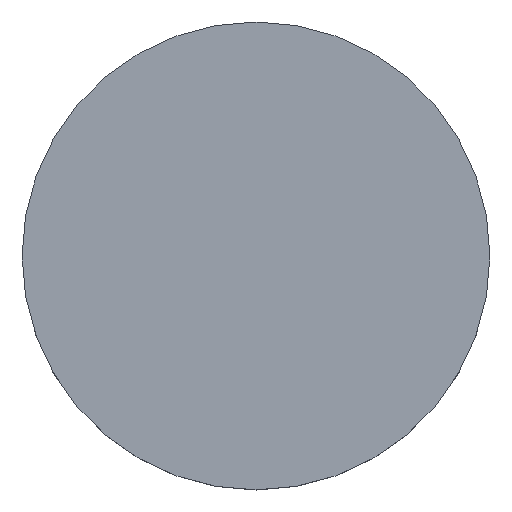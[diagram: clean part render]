
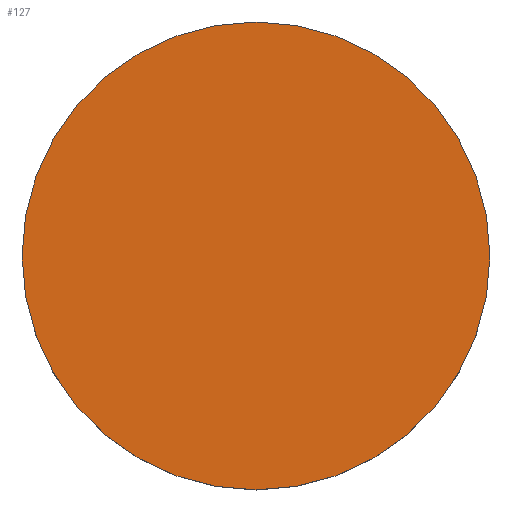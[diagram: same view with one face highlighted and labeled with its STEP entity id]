
A CAD part, top view. The second image highlights one B-rep face of the part: STEP entity #127.
In plain terms, the highlighted planar face has unit normal (0, 0, 1).
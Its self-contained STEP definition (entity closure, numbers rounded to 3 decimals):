
#9 = AXIS2_PLACEMENT_3D ( 'NONE', #187, #57, #75 ) ;
#33 = CARTESIAN_POINT ( 'NONE',  ( 0., 26.112, 4. ) ) ;
#44 = AXIS2_PLACEMENT_3D ( 'NONE', #33, #128, #70 ) ;
#47 = EDGE_CURVE ( 'NONE', #66, #130, #135, .T. ) ;
#57 = DIRECTION ( 'NONE',  ( 0., 0., -1. ) ) ;
#58 = CARTESIAN_POINT ( 'NONE',  ( 12.7, 0., 4. ) ) ;
#66 = VERTEX_POINT ( 'NONE', #58 ) ;
#67 = AXIS2_PLACEMENT_3D ( 'NONE', #96, #110, #230 ) ;
#70 = DIRECTION ( 'NONE',  ( 1., 0., 0. ) ) ;
#75 = DIRECTION ( 'NONE',  ( 1., 0., 0. ) ) ;
#89 = EDGE_CURVE ( 'NONE', #130, #66, #199, .T. ) ;
#96 = CARTESIAN_POINT ( 'NONE',  ( 0., 0., 4. ) ) ;
#102 = ORIENTED_EDGE ( 'NONE', *, *, #47, .F. ) ;
#105 = FACE_OUTER_BOUND ( 'NONE', #175, .T. ) ;
#110 = DIRECTION ( 'NONE',  ( 0., 0., -1. ) ) ;
#125 = ORIENTED_EDGE ( 'NONE', *, *, #89, .F. ) ;
#127 = ADVANCED_FACE ( 'NONE', ( #105 ), #204, .T. ) ;
#128 = DIRECTION ( 'NONE',  ( 0., 0., 1. ) ) ;
#130 = VERTEX_POINT ( 'NONE', #154 ) ;
#135 = CIRCLE ( 'NONE', #9, 12.7 ) ;
#154 = CARTESIAN_POINT ( 'NONE',  ( -12.7, 0., 4. ) ) ;
#175 = EDGE_LOOP ( 'NONE', ( #102, #125 ) ) ;
#187 = CARTESIAN_POINT ( 'NONE',  ( 0., 0., 4. ) ) ;
#199 = CIRCLE ( 'NONE', #67, 12.7 ) ;
#204 = PLANE ( 'NONE',  #44 ) ;
#230 = DIRECTION ( 'NONE',  ( 1., 0., 0. ) ) ;
